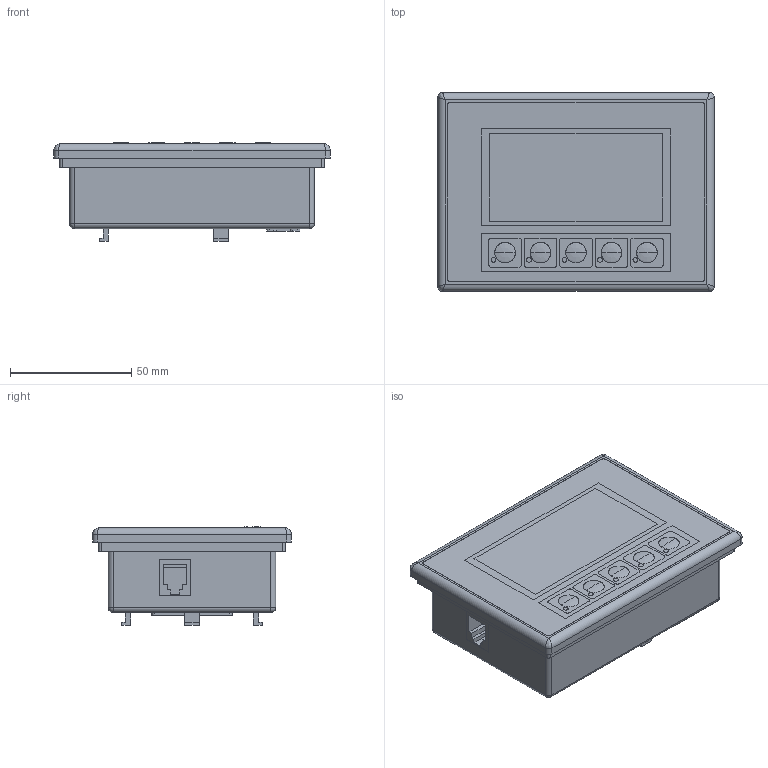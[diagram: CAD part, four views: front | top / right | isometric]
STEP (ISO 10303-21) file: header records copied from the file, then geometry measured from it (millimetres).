
FILE_DESCRIPTION (( 'STEP AP203' ), '1' );
FILE_NAME ('EA1-S3MLW-N.STEP', '2010-10-27T17:22:59', ( '.ADC' ), ( 'ADC' ), 'SwSTEP 2.0', 'SolidWorks 2009', '' );
FILE_SCHEMA (( 'CONFIG_CONTROL_DESIGN' ));
Length unit declared in the file: millimetre
Products named in the file (1): EA1-S3MLW-N
Bounding box: 114 x 82 x 40.8 mm (x, y, z)
Volume: 74289.6 mm3; surface area: 68600.1 mm2
Topology: 21 solids, 21 shells, 380 faces, 950 edges, 609 vertices
Faces by surface type: plane 218, cylinder 136, bspline 14, cone 8, sphere 4
Entity records: 11579 total; most frequent: CARTESIAN_POINT 2314, DIRECTION 1920, ORIENTED_EDGE 1864, EDGE_CURVE 932, VECTOR 642, LINE 642, AXIS2_PLACEMENT_3D 639, VERTEX_POINT 609
